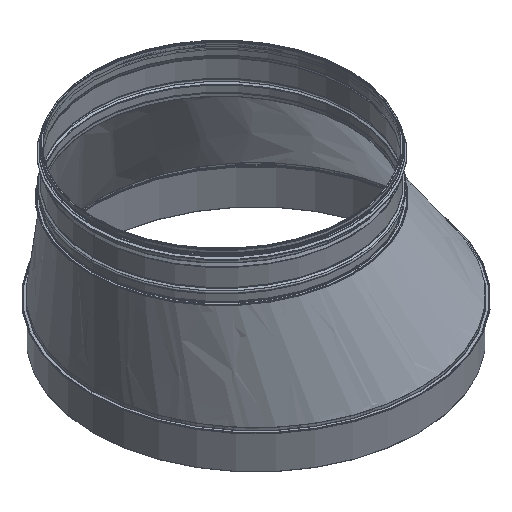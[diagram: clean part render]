
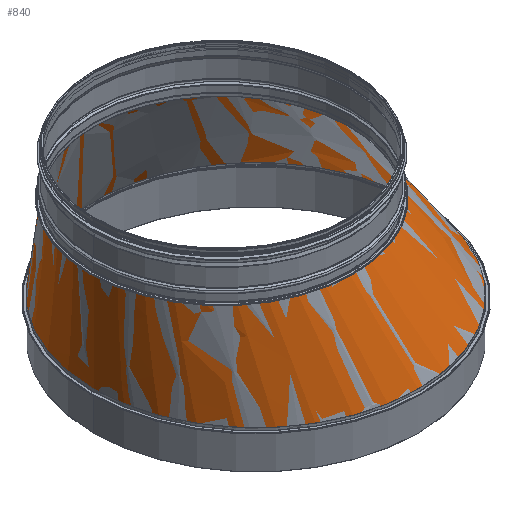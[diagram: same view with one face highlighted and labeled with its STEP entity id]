
A CAD part, isometric view. The second image highlights one B-rep face of the part: STEP entity #840.
In plain terms, the highlighted free-form (B-spline) face has degree [1, 2] with [2, 9] control points.
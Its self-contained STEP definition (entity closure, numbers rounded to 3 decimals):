
#112=CARTESIAN_POINT('',(-249.375,0.0,0.0));
#113=VERTEX_POINT('',#112);
#114=CARTESIAN_POINT('',(249.375,0.0,0.0));
#115=VERTEX_POINT('',#114);
#317=CARTESIAN_POINT('',(0.0,0.0,0.0));
#318=DIRECTION('',(0.0,0.0,-1.0));
#319=DIRECTION('',(1.0,0.0,0.0));
#320=AXIS2_PLACEMENT_3D('',#317,#318,#319);
#321=CIRCLE('',#320,249.375);
#322=EDGE_CURVE('',#113,#115,#321,.T.);
#324=CARTESIAN_POINT('',(0.0,0.0,0.0));
#325=DIRECTION('',(0.0,0.0,-1.0));
#326=DIRECTION('',(1.0,0.0,0.0));
#327=AXIS2_PLACEMENT_3D('',#324,#325,#326);
#328=CIRCLE('',#327,249.375);
#329=EDGE_CURVE('',#115,#113,#328,.T.);
#488=CARTESIAN_POINT('',(-249.375,0.0,-192.));
#489=VERTEX_POINT('',#488);
#490=CARTESIAN_POINT('',(66.425,0.0,-192.));
#491=DIRECTION('',(0.0,0.0,1.0));
#492=DIRECTION('',(1.0,0.0,0.0));
#493=AXIS2_PLACEMENT_3D('',#490,#491,#492);
#494=CIRCLE('',#493,315.8);
#495=EDGE_CURVE('',#489,#489,#494,.T.);
#807=CARTESIAN_POINT('',(-44.304,226.14,64.03));
#808=CARTESIAN_POINT('',(66.425,348.247,-290.604));
#809=CARTESIAN_POINT('',(-249.375,226.14,0.));
#810=CARTESIAN_POINT('',(-249.375,348.247,-389.208));
#811=CARTESIAN_POINT('',(-249.375,0.,0.));
#812=CARTESIAN_POINT('',(-249.375,0.,-389.208));
#813=CARTESIAN_POINT('',(-249.375,-226.14,0.));
#814=CARTESIAN_POINT('',(-249.375,-348.247,-389.208));
#815=CARTESIAN_POINT('',(-44.304,-226.14,64.03));
#816=CARTESIAN_POINT('',(66.425,-348.247,-290.604));
#817=CARTESIAN_POINT('',(160.766,-226.14,128.061));
#818=CARTESIAN_POINT('',(382.225,-348.247,-192.));
#819=CARTESIAN_POINT('',(160.766,0.,128.061));
#820=CARTESIAN_POINT('',(382.225,0.,-192.));
#821=CARTESIAN_POINT('',(160.766,226.14,128.061));
#822=CARTESIAN_POINT('',(382.225,348.247,-192.));
#823=CARTESIAN_POINT('',(-44.304,226.14,64.03));
#824=CARTESIAN_POINT('',(66.425,348.247,-290.604));
#832=(BOUNDED_SURFACE()B_SPLINE_SURFACE(1,2,((#807,#809,#811,#813,#815,#817,#819,#821,#823),(#808,#810,#812,#814,#816,#818,#820,#822,#824)),.UNSPECIFIED.,.F.,.T.,.U.)B_SPLINE_SURFACE_WITH_KNOTS((2,2),(3,2,2,2,3),(-0.92,0.312),(0.0,498.432,996.864,1495.295,1993.727),.UNSPECIFIED.)GEOMETRIC_REPRESENTATION_ITEM()RATIONAL_B_SPLINE_SURFACE(((1.0,0.707,1.0,0.707,1.0,0.707,1.0,0.707,1.0),(1.0,0.707,1.0,0.707,1.0,0.707,1.0,0.707,1.0)))REPRESENTATION_ITEM('')SURFACE());
#833=ORIENTED_EDGE('',*,*,#329,.T.);
#834=ORIENTED_EDGE('',*,*,#322,.T.);
#835=EDGE_LOOP('',(#833,#834));
#836=FACE_OUTER_BOUND('',#835,.T.);
#837=ORIENTED_EDGE('',*,*,#495,.T.);
#838=EDGE_LOOP('',(#837));
#839=FACE_BOUND('',#838,.T.);
#840=ADVANCED_FACE('',(#836,#839),#832,.T.);
